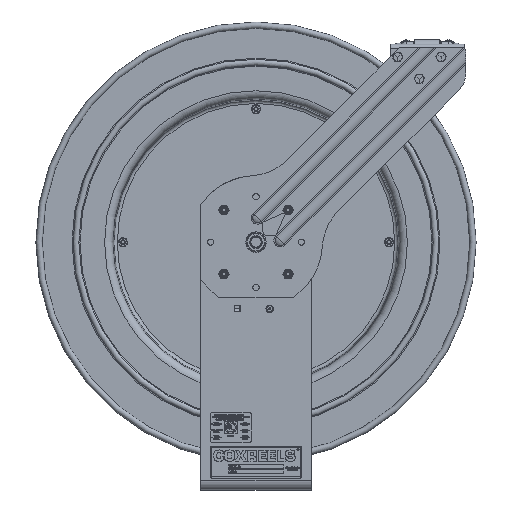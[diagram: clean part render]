
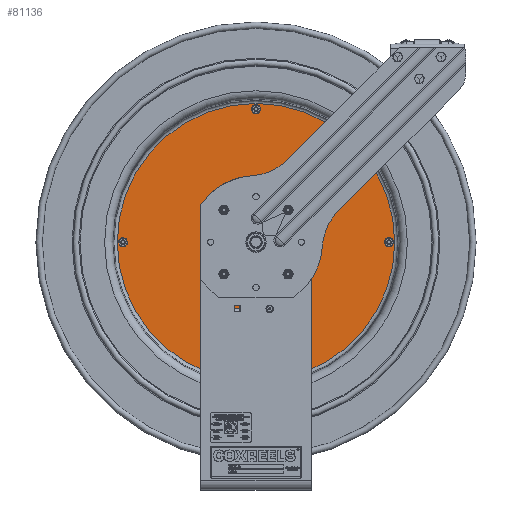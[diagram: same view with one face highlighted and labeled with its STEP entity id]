
A CAD part, top view. The second image highlights one B-rep face of the part: STEP entity #81136.
In plain terms, the highlighted planar face has unit normal (0, 0, 1).
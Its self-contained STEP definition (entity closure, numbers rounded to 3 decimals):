
#4828=FACE_BOUND('',#12563,.T.);
#4829=FACE_BOUND('',#12564,.T.);
#4830=FACE_BOUND('',#12565,.T.);
#4831=FACE_BOUND('',#12566,.T.);
#4832=FACE_BOUND('',#12567,.T.);
#4833=FACE_BOUND('',#12568,.T.);
#4834=FACE_BOUND('',#12569,.T.);
#4835=FACE_BOUND('',#12570,.T.);
#6400=PLANE('',#85154);
#9062=FACE_OUTER_BOUND('',#12562,.T.);
#12562=EDGE_LOOP('',(#70726,#70727));
#12563=EDGE_LOOP('',(#70728));
#12564=EDGE_LOOP('',(#70729,#70730,#70731,#70732));
#12565=EDGE_LOOP('',(#70733,#70734,#70735,#70736));
#12566=EDGE_LOOP('',(#70737,#70738,#70739,#70740));
#12567=EDGE_LOOP('',(#70741));
#12568=EDGE_LOOP('',(#70742));
#12569=EDGE_LOOP('',(#70743));
#12570=EDGE_LOOP('',(#70744));
#20271=LINE('',#134163,#28637);
#20272=LINE('',#134165,#28638);
#20273=LINE('',#134167,#28639);
#20274=LINE('',#134168,#28640);
#20275=LINE('',#134171,#28641);
#20276=LINE('',#134173,#28642);
#20277=LINE('',#134175,#28643);
#20278=LINE('',#134176,#28644);
#20279=LINE('',#134179,#28645);
#20280=LINE('',#134181,#28646);
#20281=LINE('',#134183,#28647);
#20282=LINE('',#134184,#28648);
#28637=VECTOR('',#99274,0.394);
#28638=VECTOR('',#99275,0.394);
#28639=VECTOR('',#99276,0.394);
#28640=VECTOR('',#99277,0.394);
#28641=VECTOR('',#99278,0.394);
#28642=VECTOR('',#99279,0.394);
#28643=VECTOR('',#99280,0.394);
#28644=VECTOR('',#99281,0.394);
#28645=VECTOR('',#99282,0.394);
#28646=VECTOR('',#99283,0.394);
#28647=VECTOR('',#99284,0.394);
#28648=VECTOR('',#99285,0.394);
#31234=CIRCLE('',#85155,7.564);
#31235=CIRCLE('',#85156,7.564);
#31236=CIRCLE('',#85157,0.94);
#31237=CIRCLE('',#85158,0.155);
#31238=CIRCLE('',#85159,0.155);
#31239=CIRCLE('',#85160,0.155);
#31240=CIRCLE('',#85161,0.155);
#39590=VERTEX_POINT('',#134155);
#39591=VERTEX_POINT('',#134156);
#39592=VERTEX_POINT('',#134159);
#39593=VERTEX_POINT('',#134161);
#39594=VERTEX_POINT('',#134162);
#39595=VERTEX_POINT('',#134164);
#39596=VERTEX_POINT('',#134166);
#39597=VERTEX_POINT('',#134169);
#39598=VERTEX_POINT('',#134170);
#39599=VERTEX_POINT('',#134172);
#39600=VERTEX_POINT('',#134174);
#39601=VERTEX_POINT('',#134177);
#39602=VERTEX_POINT('',#134178);
#39603=VERTEX_POINT('',#134180);
#39604=VERTEX_POINT('',#134182);
#39605=VERTEX_POINT('',#134185);
#39606=VERTEX_POINT('',#134187);
#39607=VERTEX_POINT('',#134189);
#39608=VERTEX_POINT('',#134191);
#52418=EDGE_CURVE('',#39590,#39591,#31234,.T.);
#52419=EDGE_CURVE('',#39591,#39590,#31235,.T.);
#52420=EDGE_CURVE('',#39592,#39592,#31236,.T.);
#52421=EDGE_CURVE('',#39593,#39594,#20271,.T.);
#52422=EDGE_CURVE('',#39594,#39595,#20272,.T.);
#52423=EDGE_CURVE('',#39595,#39596,#20273,.T.);
#52424=EDGE_CURVE('',#39596,#39593,#20274,.T.);
#52425=EDGE_CURVE('',#39597,#39598,#20275,.T.);
#52426=EDGE_CURVE('',#39598,#39599,#20276,.T.);
#52427=EDGE_CURVE('',#39599,#39600,#20277,.T.);
#52428=EDGE_CURVE('',#39600,#39597,#20278,.T.);
#52429=EDGE_CURVE('',#39601,#39602,#20279,.T.);
#52430=EDGE_CURVE('',#39602,#39603,#20280,.T.);
#52431=EDGE_CURVE('',#39603,#39604,#20281,.T.);
#52432=EDGE_CURVE('',#39604,#39601,#20282,.T.);
#52433=EDGE_CURVE('',#39605,#39605,#31237,.T.);
#52434=EDGE_CURVE('',#39606,#39606,#31238,.T.);
#52435=EDGE_CURVE('',#39607,#39607,#31239,.T.);
#52436=EDGE_CURVE('',#39608,#39608,#31240,.T.);
#70726=ORIENTED_EDGE('',*,*,#52418,.F.);
#70727=ORIENTED_EDGE('',*,*,#52419,.F.);
#70728=ORIENTED_EDGE('',*,*,#52420,.T.);
#70729=ORIENTED_EDGE('',*,*,#52421,.T.);
#70730=ORIENTED_EDGE('',*,*,#52422,.T.);
#70731=ORIENTED_EDGE('',*,*,#52423,.T.);
#70732=ORIENTED_EDGE('',*,*,#52424,.T.);
#70733=ORIENTED_EDGE('',*,*,#52425,.T.);
#70734=ORIENTED_EDGE('',*,*,#52426,.T.);
#70735=ORIENTED_EDGE('',*,*,#52427,.T.);
#70736=ORIENTED_EDGE('',*,*,#52428,.T.);
#70737=ORIENTED_EDGE('',*,*,#52429,.T.);
#70738=ORIENTED_EDGE('',*,*,#52430,.T.);
#70739=ORIENTED_EDGE('',*,*,#52431,.T.);
#70740=ORIENTED_EDGE('',*,*,#52432,.T.);
#70741=ORIENTED_EDGE('',*,*,#52433,.T.);
#70742=ORIENTED_EDGE('',*,*,#52434,.T.);
#70743=ORIENTED_EDGE('',*,*,#52435,.T.);
#70744=ORIENTED_EDGE('',*,*,#52436,.T.);
#81136=ADVANCED_FACE('',(#9062,#4828,#4829,#4830,#4831,#4832,#4833,#4834,
#4835),#6400,.T.);
#85154=AXIS2_PLACEMENT_3D('',#134154,#99266,#99267);
#85155=AXIS2_PLACEMENT_3D('',#134157,#99268,#99269);
#85156=AXIS2_PLACEMENT_3D('',#134158,#99270,#99271);
#85157=AXIS2_PLACEMENT_3D('',#134160,#99272,#99273);
#85158=AXIS2_PLACEMENT_3D('',#134186,#99286,#99287);
#85159=AXIS2_PLACEMENT_3D('',#134188,#99288,#99289);
#85160=AXIS2_PLACEMENT_3D('',#134190,#99290,#99291);
#85161=AXIS2_PLACEMENT_3D('',#134192,#99292,#99293);
#99266=DIRECTION('center_axis',(0.,0.,
1.));
#99267=DIRECTION('ref_axis',(0.,1.,0.));
#99268=DIRECTION('center_axis',(0.,0.,
-1.));
#99269=DIRECTION('ref_axis',(-1.,0.,0.));
#99270=DIRECTION('center_axis',(0.,0.,
-1.));
#99271=DIRECTION('ref_axis',(-1.,0.,0.));
#99272=DIRECTION('center_axis',(0.,0.,
-1.));
#99273=DIRECTION('ref_axis',(1.,0.,0.));
#99274=DIRECTION('',(0.,1.,0.));
#99275=DIRECTION('',(1.,0.,0.));
#99276=DIRECTION('',(0.,-1.,0.));
#99277=DIRECTION('',(-1.,0.,0.));
#99278=DIRECTION('',(-1.,0.,0.));
#99279=DIRECTION('',(0.,1.,0.));
#99280=DIRECTION('',(1.,0.,0.));
#99281=DIRECTION('',(0.,-1.,0.));
#99282=DIRECTION('',(0.,1.,0.));
#99283=DIRECTION('',(1.,0.,0.));
#99284=DIRECTION('',(0.,-1.,0.));
#99285=DIRECTION('',(-1.,0.,0.));
#99286=DIRECTION('center_axis',(0.,0.,
-1.));
#99287=DIRECTION('ref_axis',(1.,0.,0.));
#99288=DIRECTION('center_axis',(0.,0.,
-1.));
#99289=DIRECTION('ref_axis',(0.,-1.,0.));
#99290=DIRECTION('center_axis',(0.,0.,
-1.));
#99291=DIRECTION('ref_axis',(0.,1.,0.));
#99292=DIRECTION('center_axis',(0.,0.,
-1.));
#99293=DIRECTION('ref_axis',(-1.,0.,0.));
#134154=CARTESIAN_POINT('Origin',(-3.782,-0.01,
-3.036));
#134155=CARTESIAN_POINT('',(-7.564,-0.01,-3.036));
#134156=CARTESIAN_POINT('',(0.,7.554,-3.036));
#134157=CARTESIAN_POINT('Origin',(0.,-0.01,
-3.036));
#134158=CARTESIAN_POINT('Origin',(0.,-0.01,
-3.036));
#134159=CARTESIAN_POINT('',(-0.94,-0.01,-3.036));
#134160=CARTESIAN_POINT('Origin',(0.,-0.01,
-3.036));
#134161=CARTESIAN_POINT('',(-1.65,-1.019,-3.036));
#134162=CARTESIAN_POINT('',(-1.65,-0.751,-3.036));
#134163=CARTESIAN_POINT('',(-1.65,-0.514,-3.036));
#134164=CARTESIAN_POINT('',(-1.382,-0.751,-3.036));
#134165=CARTESIAN_POINT('',(-2.716,-0.751,-3.036));
#134166=CARTESIAN_POINT('',(-1.382,-1.019,-3.036));
#134167=CARTESIAN_POINT('',(-1.382,-0.38,-3.036));
#134168=CARTESIAN_POINT('',(-2.582,-1.019,-3.036));
#134169=CARTESIAN_POINT('',(0.134,1.606,-3.036));
#134170=CARTESIAN_POINT('',(-0.134,1.606,-3.036));
#134171=CARTESIAN_POINT('',(-1.824,1.606,-3.036));
#134172=CARTESIAN_POINT('',(-0.134,1.874,-3.036));
#134173=CARTESIAN_POINT('',(-0.134,0.798,-3.036));
#134174=CARTESIAN_POINT('',(0.134,1.874,-3.036));
#134175=CARTESIAN_POINT('',(-1.958,1.874,-3.036));
#134176=CARTESIAN_POINT('',(0.134,0.932,-3.036));
#134177=CARTESIAN_POINT('',(1.382,-1.019,-3.036));
#134178=CARTESIAN_POINT('',(1.382,-0.751,-3.036));
#134179=CARTESIAN_POINT('',(1.382,-0.514,-3.036));
#134180=CARTESIAN_POINT('',(1.65,-0.751,-3.036));
#134181=CARTESIAN_POINT('',(-1.2,-0.751,-3.036));
#134182=CARTESIAN_POINT('',(1.65,-1.019,-3.036));
#134183=CARTESIAN_POINT('',(1.65,-0.38,-3.036));
#134184=CARTESIAN_POINT('',(-1.066,-1.019,-3.036));
#134185=CARTESIAN_POINT('',(-0.155,7.24,-3.036));
#134186=CARTESIAN_POINT('Origin',(0.,7.24,
-3.036));
#134187=CARTESIAN_POINT('',(7.25,0.145,-3.036));
#134188=CARTESIAN_POINT('Origin',(7.25,-0.01,
-3.036));
#134189=CARTESIAN_POINT('',(-7.25,-0.165,-3.036));
#134190=CARTESIAN_POINT('Origin',(-7.25,-0.01,
-3.036));
#134191=CARTESIAN_POINT('',(0.155,-7.26,-3.036));
#134192=CARTESIAN_POINT('Origin',(0.,-7.26,
-3.036));
